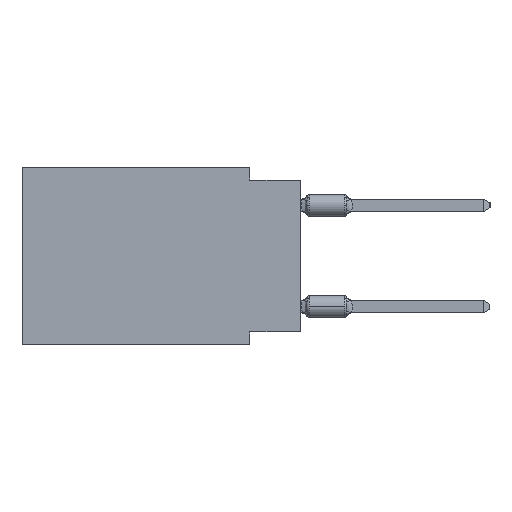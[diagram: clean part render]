
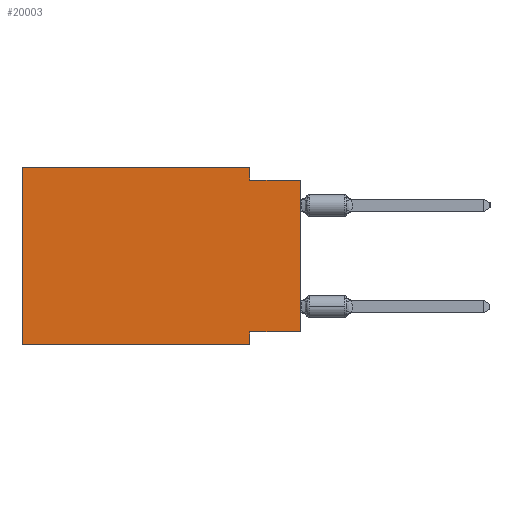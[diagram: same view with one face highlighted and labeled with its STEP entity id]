
A CAD part, left-side view. The second image highlights one B-rep face of the part: STEP entity #20003.
In plain terms, the highlighted planar face has unit normal (-1, 0, 0).
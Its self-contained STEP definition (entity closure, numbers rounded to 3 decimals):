
#1534 = VERTEX_POINT ( 'NONE', #8370 ) ;
#2367 = ORIENTED_EDGE ( 'NONE', *, *, #29632, .F. ) ;
#2756 = DIRECTION ( 'NONE',  ( 1., 0., 0. ) ) ;
#2880 = AXIS2_PLACEMENT_3D ( 'NONE', #20167, #2756, #19631 ) ;
#3012 = CARTESIAN_POINT ( 'NONE',  ( 0., 2.54, -0.635 ) ) ;
#3627 = CARTESIAN_POINT ( 'NONE',  ( 0., 0., -0.635 ) ) ;
#4009 = CARTESIAN_POINT ( 'NONE',  ( 0., 0., -0.635 ) ) ;
#4147 = EDGE_LOOP ( 'NONE', ( #11965, #23673, #2367, #42683, #13489, #11037, #49830, #21205 ) ) ;
#5078 = EDGE_CURVE ( 'NONE', #27986, #9256, #9491, .T. ) ;
#7070 = EDGE_CURVE ( 'NONE', #27986, #7830, #15476, .T. ) ;
#7449 = PLANE ( 'NONE',  #2880 ) ;
#7741 = DIRECTION ( 'NONE',  ( 0., 1., 0. ) ) ;
#7830 = VERTEX_POINT ( 'NONE', #45436 ) ;
#8370 = CARTESIAN_POINT ( 'NONE',  ( 0., 0., -8.255 ) ) ;
#9256 = VERTEX_POINT ( 'NONE', #17467 ) ;
#9491 = LINE ( 'NONE', #47127, #44204 ) ;
#9608 = LINE ( 'NONE', #42550, #48028 ) ;
#11037 = ORIENTED_EDGE ( 'NONE', *, *, #7070, .T. ) ;
#11965 = ORIENTED_EDGE ( 'NONE', *, *, #52851, .T. ) ;
#12832 = CARTESIAN_POINT ( 'NONE',  ( 0., 2.54, 0. ) ) ;
#13212 = DIRECTION ( 'NONE',  ( 0., -1., 0. ) ) ;
#13255 = EDGE_CURVE ( 'NONE', #1534, #35725, #15780, .T. ) ;
#13489 = ORIENTED_EDGE ( 'NONE', *, *, #5078, .F. ) ;
#15038 = VERTEX_POINT ( 'NONE', #12832 ) ;
#15476 = LINE ( 'NONE', #24073, #41709 ) ;
#15780 = LINE ( 'NONE', #46195, #36955 ) ;
#16613 = DIRECTION ( 'NONE',  ( 0., -1., 0. ) ) ;
#17467 = CARTESIAN_POINT ( 'NONE',  ( 0., 13.97, 0. ) ) ;
#19323 = LINE ( 'NONE', #23478, #20128 ) ;
#19631 = DIRECTION ( 'NONE',  ( 0., 0., -1. ) ) ;
#20003 = ADVANCED_FACE ( 'NONE', ( #45345 ), #7449, .F. ) ;
#20128 = VECTOR ( 'NONE', #27364, 1000. ) ;
#20167 = CARTESIAN_POINT ( 'NONE',  ( 0., 13.97, 0. ) ) ;
#21205 = ORIENTED_EDGE ( 'NONE', *, *, #13255, .F. ) ;
#22133 = VECTOR ( 'NONE', #29276, 1000. ) ;
#22620 = VECTOR ( 'NONE', #53743, 1000. ) ;
#23478 = CARTESIAN_POINT ( 'NONE',  ( 0., 2.54, 0. ) ) ;
#23673 = ORIENTED_EDGE ( 'NONE', *, *, #32481, .F. ) ;
#24073 = CARTESIAN_POINT ( 'NONE',  ( 0., 13.97, -8.89 ) ) ;
#27364 = DIRECTION ( 'NONE',  ( 0., 0., -1. ) ) ;
#27696 = VERTEX_POINT ( 'NONE', #3012 ) ;
#27813 = EDGE_CURVE ( 'NONE', #9256, #15038, #9608, .T. ) ;
#27986 = VERTEX_POINT ( 'NONE', #54090 ) ;
#29276 = DIRECTION ( 'NONE',  ( 0., 0., 1. ) ) ;
#29632 = EDGE_CURVE ( 'NONE', #15038, #27696, #19323, .T. ) ;
#31541 = VERTEX_POINT ( 'NONE', #4009 ) ;
#32481 = EDGE_CURVE ( 'NONE', #27696, #31541, #46764, .T. ) ;
#33421 = CARTESIAN_POINT ( 'NONE',  ( 0., 0., 0. ) ) ;
#34935 = DIRECTION ( 'NONE',  ( 0., 0., 1. ) ) ;
#35725 = VERTEX_POINT ( 'NONE', #54068 ) ;
#36955 = VECTOR ( 'NONE', #7741, 1000. ) ;
#37571 = LINE ( 'NONE', #33421, #22133 ) ;
#37708 = LINE ( 'NONE', #45464, #22620 ) ;
#38067 = VECTOR ( 'NONE', #16613, 1000. ) ;
#41700 = EDGE_CURVE ( 'NONE', #35725, #7830, #37708, .T. ) ;
#41709 = VECTOR ( 'NONE', #52808, 1000. ) ;
#42550 = CARTESIAN_POINT ( 'NONE',  ( 0., 13.97, 0. ) ) ;
#42683 = ORIENTED_EDGE ( 'NONE', *, *, #27813, .F. ) ;
#44204 = VECTOR ( 'NONE', #34935, 1000. ) ;
#45345 = FACE_OUTER_BOUND ( 'NONE', #4147, .T. ) ;
#45436 = CARTESIAN_POINT ( 'NONE',  ( 0., 2.54, -8.89 ) ) ;
#45464 = CARTESIAN_POINT ( 'NONE',  ( 0., 2.54, -8.89 ) ) ;
#46195 = CARTESIAN_POINT ( 'NONE',  ( 0., 0., -8.255 ) ) ;
#46764 = LINE ( 'NONE', #3627, #38067 ) ;
#47127 = CARTESIAN_POINT ( 'NONE',  ( 0., 13.97, 0. ) ) ;
#48028 = VECTOR ( 'NONE', #13212, 1000. ) ;
#49830 = ORIENTED_EDGE ( 'NONE', *, *, #41700, .F. ) ;
#52808 = DIRECTION ( 'NONE',  ( 0., -1., 0. ) ) ;
#52851 = EDGE_CURVE ( 'NONE', #1534, #31541, #37571, .T. ) ;
#53743 = DIRECTION ( 'NONE',  ( 0., 0., -1. ) ) ;
#54068 = CARTESIAN_POINT ( 'NONE',  ( 0., 2.54, -8.255 ) ) ;
#54090 = CARTESIAN_POINT ( 'NONE',  ( 0., 13.97, -8.89 ) ) ;
